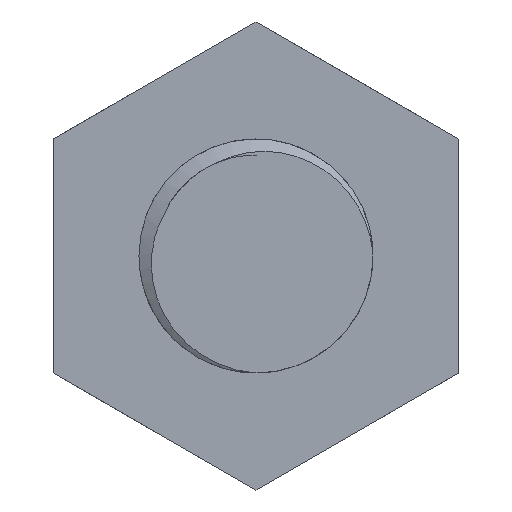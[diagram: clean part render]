
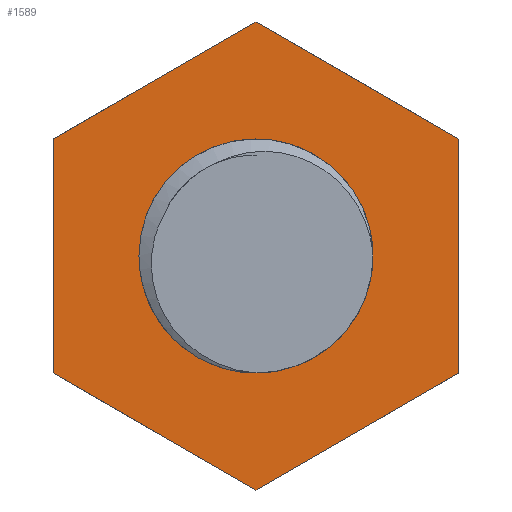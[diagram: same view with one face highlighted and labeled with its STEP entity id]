
A CAD part, front view. The second image highlights one B-rep face of the part: STEP entity #1589.
In plain terms, the highlighted planar face has unit normal (0, -1, 0).
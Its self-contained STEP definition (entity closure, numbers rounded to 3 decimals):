
#4 = VECTOR ( 'NONE', #1447, 1000. ) ;
#65 = CARTESIAN_POINT ( 'NONE',  ( 12.928, 20., -8.536 ) ) ;
#122 = VERTEX_POINT ( 'NONE', #1630 ) ;
#222 = FACE_OUTER_BOUND ( 'NONE', #798, .T. ) ;
#250 = LINE ( 'NONE', #65, #1520 ) ;
#272 = VERTEX_POINT ( 'NONE', #1302 ) ;
#449 = LINE ( 'NONE', #1785, #1358 ) ;
#456 = DIRECTION ( 'NONE',  ( -0.866, 0., -0.5 ) ) ;
#595 = DIRECTION ( 'NONE',  ( -1., 0., 0. ) ) ;
#607 = CARTESIAN_POINT ( 'NONE',  ( 8., 20., 0. ) ) ;
#621 = DIRECTION ( 'NONE',  ( -0.866, 0., 0.5 ) ) ;
#625 = EDGE_CURVE ( 'NONE', #2007, #864, #2062, .T. ) ;
#684 = LINE ( 'NONE', #2181, #4 ) ;
#697 = LINE ( 'NONE', #1021, #1085 ) ;
#798 = EDGE_LOOP ( 'NONE', ( #853, #2211, #1002, #1757, #1056, #2189 ) ) ;
#804 = DIRECTION ( 'NONE',  ( 0., 1., 0. ) ) ;
#853 = ORIENTED_EDGE ( 'NONE', *, *, #1440, .F. ) ;
#864 = VERTEX_POINT ( 'NONE', #2420 ) ;
#889 = CARTESIAN_POINT ( 'NONE',  ( 13.856, 20., 8. ) ) ;
#918 = CARTESIAN_POINT ( 'NONE',  ( -0.928, 20., 15.464 ) ) ;
#949 = VERTEX_POINT ( 'NONE', #889 ) ;
#1002 = ORIENTED_EDGE ( 'NONE', *, *, #2409, .F. ) ;
#1021 = CARTESIAN_POINT ( 'NONE',  ( 13.856, 20., 0. ) ) ;
#1028 = CARTESIAN_POINT ( 'NONE',  ( -8., 20., 0. ) ) ;
#1056 = ORIENTED_EDGE ( 'NONE', *, *, #2067, .F. ) ;
#1085 = VECTOR ( 'NONE', #1225, 1000. ) ;
#1109 = DIRECTION ( 'NONE',  ( 0.866, 0., 0.5 ) ) ;
#1157 = VECTOR ( 'NONE', #1109, 1000. ) ;
#1198 = DIRECTION ( 'NONE',  ( 0., 1., 0. ) ) ;
#1225 = DIRECTION ( 'NONE',  ( 0., 0., -1. ) ) ;
#1302 = CARTESIAN_POINT ( 'NONE',  ( 0., 20., -16. ) ) ;
#1324 = EDGE_CURVE ( 'NONE', #272, #122, #2340, .T. ) ;
#1340 = CARTESIAN_POINT ( 'NONE',  ( 0., 20., 0. ) ) ;
#1358 = VECTOR ( 'NONE', #1603, 1000. ) ;
#1395 = DIRECTION ( 'NONE',  ( -1., 0., 0. ) ) ;
#1406 = EDGE_CURVE ( 'NONE', #1428, #1428, #1640, .T. ) ;
#1428 = VERTEX_POINT ( 'NONE', #1028 ) ;
#1440 = EDGE_CURVE ( 'NONE', #1565, #272, #250, .T. ) ;
#1447 = DIRECTION ( 'NONE',  ( 0., 0., 1. ) ) ;
#1520 = VECTOR ( 'NONE', #456, 1000. ) ;
#1565 = VERTEX_POINT ( 'NONE', #2107 ) ;
#1582 = CARTESIAN_POINT ( 'NONE',  ( -0.928, 20., -15.464 ) ) ;
#1589 = ADVANCED_FACE ( 'NONE', ( #2312, #222 ), #1950, .F. ) ;
#1602 = VECTOR ( 'NONE', #621, 1000. ) ;
#1603 = DIRECTION ( 'NONE',  ( 0.866, 0., -0.5 ) ) ;
#1616 = EDGE_LOOP ( 'NONE', ( #1771 ) ) ;
#1630 = CARTESIAN_POINT ( 'NONE',  ( -13.856, 20., -8. ) ) ;
#1640 = CIRCLE ( 'NONE', #2083, 8. ) ;
#1757 = ORIENTED_EDGE ( 'NONE', *, *, #625, .F. ) ;
#1771 = ORIENTED_EDGE ( 'NONE', *, *, #1406, .T. ) ;
#1785 = CARTESIAN_POINT ( 'NONE',  ( 12.928, 20., 8.536 ) ) ;
#1791 = CARTESIAN_POINT ( 'NONE',  ( -13.856, 20., 8. ) ) ;
#1950 = PLANE ( 'NONE',  #2447 ) ;
#1958 = EDGE_CURVE ( 'NONE', #949, #1565, #697, .T. ) ;
#2007 = VERTEX_POINT ( 'NONE', #1791 ) ;
#2062 = LINE ( 'NONE', #918, #1157 ) ;
#2067 = EDGE_CURVE ( 'NONE', #122, #2007, #684, .T. ) ;
#2083 = AXIS2_PLACEMENT_3D ( 'NONE', #1340, #804, #1395 ) ;
#2107 = CARTESIAN_POINT ( 'NONE',  ( 13.856, 20., -8. ) ) ;
#2181 = CARTESIAN_POINT ( 'NONE',  ( -13.856, 20., 0. ) ) ;
#2189 = ORIENTED_EDGE ( 'NONE', *, *, #1324, .F. ) ;
#2211 = ORIENTED_EDGE ( 'NONE', *, *, #1958, .F. ) ;
#2312 = FACE_BOUND ( 'NONE', #1616, .T. ) ;
#2340 = LINE ( 'NONE', #1582, #1602 ) ;
#2409 = EDGE_CURVE ( 'NONE', #864, #949, #449, .T. ) ;
#2420 = CARTESIAN_POINT ( 'NONE',  ( 0., 20., 16. ) ) ;
#2447 = AXIS2_PLACEMENT_3D ( 'NONE', #607, #1198, #595 ) ;
